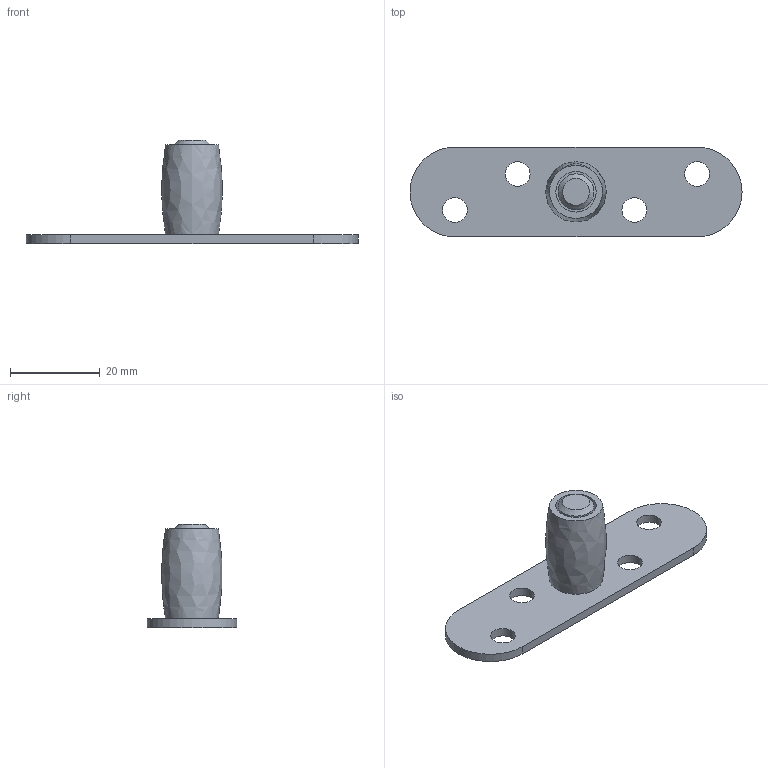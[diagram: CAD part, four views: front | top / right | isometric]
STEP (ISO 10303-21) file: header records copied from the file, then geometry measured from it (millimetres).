
FILE_DESCRIPTION(/* description */ (''),/* implementation_level */ '2;1');
FILE_NAME(/* name */ '1102XA2.stp',/* time_stamp */ '2019-08-05T11:15:45+02:00',/* author */ ('DOMINIQUE'),/* organization */ (''),/* preprocessor_version */ 'ST-DEVELOPER v17.2',/* originating_system */ 'Autodesk Inventor 2019',/* authorisation */ '');
FILE_SCHEMA (('AUTOMOTIVE_DESIGN { 1 0 10303 214 3 1 1 }'));
Length unit declared in the file: millimetre
Products named in the file (4): 1102X; 22362; 22363; 14166
Assembly tree (3 placements, depth 2):
  1102X
    22362
    22363
    14166
Bounding box: 74 x 20 x 23 mm (x, y, z)
Volume: 5161.5 mm3; surface area: 5005.8 mm2
Topology: 3 solids, 3 shells, 25 faces, 63 edges, 47 vertices
Faces by surface type: cylinder 12, plane 11, cone 1, bspline 1
Full cylindrical faces by diameter (mm): 4.8 x1, 5.1 x1, 5.5 x4, 6 x1, 6.2 x1, 8 x1, 9 x1
Entity records: 1008 total; most frequent: DIRECTION 169, CARTESIAN_POINT 168, ORIENTED_EDGE 126, AXIS2_PLACEMENT_3D 75, EDGE_CURVE 63, VERTEX_POINT 47, CIRCLE 44, EDGE_LOOP 40
